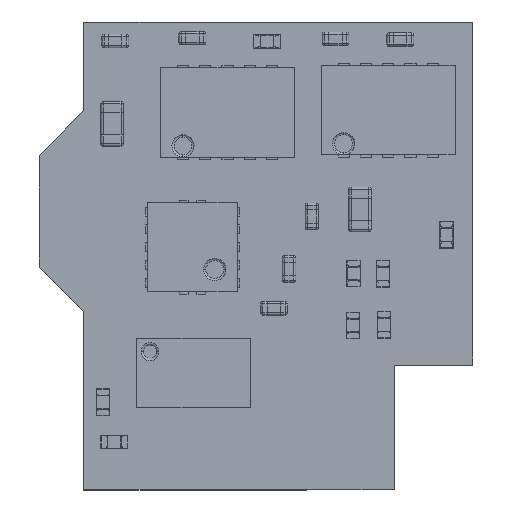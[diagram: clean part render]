
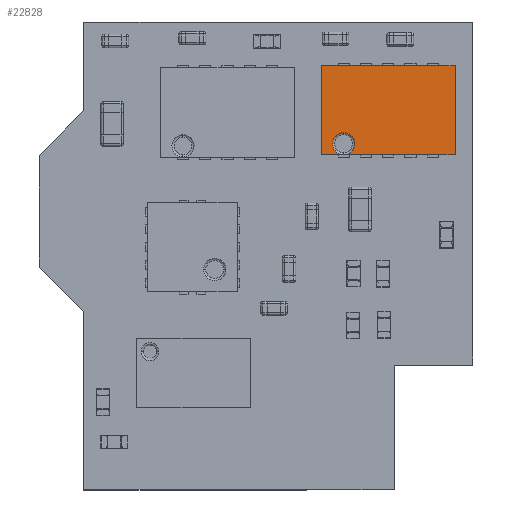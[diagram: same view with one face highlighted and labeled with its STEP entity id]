
A CAD part, top view. The second image highlights one B-rep face of the part: STEP entity #22828.
In plain terms, the highlighted face is planar.
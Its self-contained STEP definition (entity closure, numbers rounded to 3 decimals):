
#22381 = TOROIDAL_SURFACE('',#22382,0.2,0.05);
#22382 = AXIS2_PLACEMENT_3D('',#22383,#22384,#22385);
#22383 = CARTESIAN_POINT('',(-1.,0.8,0.75));
#22384 = DIRECTION('',(0.,1.,0.));
#22385 = DIRECTION('',(0.,0.,1.));
#22408 = TOROIDAL_SURFACE('',#22409,0.2,0.05);
#22409 = AXIS2_PLACEMENT_3D('',#22410,#22411,#22412);
#22410 = CARTESIAN_POINT('',(-1.,0.8,0.75));
#22411 = DIRECTION('',(0.,1.,0.));
#22412 = DIRECTION('',(0.,0.,1.));
#22424 = VERTEX_POINT('',#22425);
#22425 = CARTESIAN_POINT('',(-1.,0.8,1.));
#22447 = EDGE_CURVE('',#22448,#22424,#22450,.T.);
#22448 = VERTEX_POINT('',#22449);
#22449 = CARTESIAN_POINT('',(-1.,0.8,0.5));
#22450 = SURFACE_CURVE('',#22451,(#22456,#22463),.PCURVE_S1.);
#22451 = CIRCLE('',#22452,0.25);
#22452 = AXIS2_PLACEMENT_3D('',#22453,#22454,#22455);
#22453 = CARTESIAN_POINT('',(-1.,0.8,0.75));
#22454 = DIRECTION('',(0.,1.,0.));
#22455 = DIRECTION('',(0.,0.,1.));
#22456 = PCURVE('',#22408,#22457);
#22457 = DEFINITIONAL_REPRESENTATION('',(#22458),#22462);
#22458 = LINE('',#22459,#22460);
#22459 = CARTESIAN_POINT('',(0.,6.283));
#22460 = VECTOR('',#22461,1.);
#22461 = DIRECTION('',(1.,0.));
#22462 = ( GEOMETRIC_REPRESENTATION_CONTEXT(2) 
PARAMETRIC_REPRESENTATION_CONTEXT() REPRESENTATION_CONTEXT('2D SPACE',''
  ) );
#22463 = PCURVE('',#22464,#22469);
#22464 = PLANE('',#22465);
#22465 = AXIS2_PLACEMENT_3D('',#22466,#22467,#22468);
#22466 = CARTESIAN_POINT('',(0.,0.8,0.));
#22467 = DIRECTION('',(0.,1.,0.));
#22468 = DIRECTION('',(0.,0.,1.));
#22469 = DEFINITIONAL_REPRESENTATION('',(#22470),#22474);
#22470 = CIRCLE('',#22471,0.25);
#22471 = AXIS2_PLACEMENT_2D('',#22472,#22473);
#22472 = CARTESIAN_POINT('',(0.75,-1.));
#22473 = DIRECTION('',(1.,0.));
#22474 = ( GEOMETRIC_REPRESENTATION_CONTEXT(2) 
PARAMETRIC_REPRESENTATION_CONTEXT() REPRESENTATION_CONTEXT('2D SPACE',''
  ) );
#22503 = VERTEX_POINT('',#22504);
#22504 = CARTESIAN_POINT('',(-1.5,0.8,-1.));
#22513 = PLANE('',#22514);
#22514 = AXIS2_PLACEMENT_3D('',#22515,#22516,#22517);
#22515 = CARTESIAN_POINT('',(-1.5,0.8,1.));
#22516 = DIRECTION('',(1.,0.,0.));
#22517 = DIRECTION('',(0.,0.,-1.));
#22525 = PLANE('',#22526);
#22526 = AXIS2_PLACEMENT_3D('',#22527,#22528,#22529);
#22527 = CARTESIAN_POINT('',(1.5,0.8,-1.));
#22528 = DIRECTION('',(0.,0.,1.));
#22529 = DIRECTION('',(1.,0.,0.));
#22537 = EDGE_CURVE('',#22503,#22538,#22540,.T.);
#22538 = VERTEX_POINT('',#22539);
#22539 = CARTESIAN_POINT('',(-1.5,0.8,1.));
#22540 = SURFACE_CURVE('',#22541,(#22545,#22552),.PCURVE_S1.);
#22541 = LINE('',#22542,#22543);
#22542 = CARTESIAN_POINT('',(-1.5,0.8,1.));
#22543 = VECTOR('',#22544,1.);
#22544 = DIRECTION('',(0.,0.,1.));
#22545 = PCURVE('',#22513,#22546);
#22546 = DEFINITIONAL_REPRESENTATION('',(#22547),#22551);
#22547 = LINE('',#22548,#22549);
#22548 = CARTESIAN_POINT('',(0.,0.));
#22549 = VECTOR('',#22550,1.);
#22550 = DIRECTION('',(-1.,0.));
#22551 = ( GEOMETRIC_REPRESENTATION_CONTEXT(2) 
PARAMETRIC_REPRESENTATION_CONTEXT() REPRESENTATION_CONTEXT('2D SPACE',''
  ) );
#22552 = PCURVE('',#22464,#22553);
#22553 = DEFINITIONAL_REPRESENTATION('',(#22554),#22558);
#22554 = LINE('',#22555,#22556);
#22555 = CARTESIAN_POINT('',(1.,-1.5));
#22556 = VECTOR('',#22557,1.);
#22557 = DIRECTION('',(1.,0.));
#22558 = ( GEOMETRIC_REPRESENTATION_CONTEXT(2) 
PARAMETRIC_REPRESENTATION_CONTEXT() REPRESENTATION_CONTEXT('2D SPACE',''
  ) );
#22576 = PLANE('',#22577);
#22577 = AXIS2_PLACEMENT_3D('',#22578,#22579,#22580);
#22578 = CARTESIAN_POINT('',(1.5,0.8,1.));
#22579 = DIRECTION('',(0.,0.,-1.));
#22580 = DIRECTION('',(-1.,0.,0.));
#22618 = EDGE_CURVE('',#22538,#22424,#22619,.T.);
#22619 = SURFACE_CURVE('',#22620,(#22624,#22631),.PCURVE_S1.);
#22620 = LINE('',#22621,#22622);
#22621 = CARTESIAN_POINT('',(1.5,0.8,1.));
#22622 = VECTOR('',#22623,1.);
#22623 = DIRECTION('',(1.,0.,0.));
#22624 = PCURVE('',#22576,#22625);
#22625 = DEFINITIONAL_REPRESENTATION('',(#22626),#22630);
#22626 = LINE('',#22627,#22628);
#22627 = CARTESIAN_POINT('',(0.,0.));
#22628 = VECTOR('',#22629,1.);
#22629 = DIRECTION('',(-1.,0.));
#22630 = ( GEOMETRIC_REPRESENTATION_CONTEXT(2) 
PARAMETRIC_REPRESENTATION_CONTEXT() REPRESENTATION_CONTEXT('2D SPACE',''
  ) );
#22631 = PCURVE('',#22464,#22632);
#22632 = DEFINITIONAL_REPRESENTATION('',(#22633),#22637);
#22633 = LINE('',#22634,#22635);
#22634 = CARTESIAN_POINT('',(1.,1.5));
#22635 = VECTOR('',#22636,1.);
#22636 = DIRECTION('',(0.,1.));
#22637 = ( GEOMETRIC_REPRESENTATION_CONTEXT(2) 
PARAMETRIC_REPRESENTATION_CONTEXT() REPRESENTATION_CONTEXT('2D SPACE',''
  ) );
#22639 = EDGE_CURVE('',#22424,#22640,#22642,.T.);
#22640 = VERTEX_POINT('',#22641);
#22641 = CARTESIAN_POINT('',(1.5,0.8,1.));
#22642 = SURFACE_CURVE('',#22643,(#22647,#22654),.PCURVE_S1.);
#22643 = LINE('',#22644,#22645);
#22644 = CARTESIAN_POINT('',(1.5,0.8,1.));
#22645 = VECTOR('',#22646,1.);
#22646 = DIRECTION('',(1.,0.,0.));
#22647 = PCURVE('',#22576,#22648);
#22648 = DEFINITIONAL_REPRESENTATION('',(#22649),#22653);
#22649 = LINE('',#22650,#22651);
#22650 = CARTESIAN_POINT('',(0.,0.));
#22651 = VECTOR('',#22652,1.);
#22652 = DIRECTION('',(-1.,0.));
#22653 = ( GEOMETRIC_REPRESENTATION_CONTEXT(2) 
PARAMETRIC_REPRESENTATION_CONTEXT() REPRESENTATION_CONTEXT('2D SPACE',''
  ) );
#22654 = PCURVE('',#22464,#22655);
#22655 = DEFINITIONAL_REPRESENTATION('',(#22656),#22660);
#22656 = LINE('',#22657,#22658);
#22657 = CARTESIAN_POINT('',(1.,1.5));
#22658 = VECTOR('',#22659,1.);
#22659 = DIRECTION('',(0.,1.));
#22660 = ( GEOMETRIC_REPRESENTATION_CONTEXT(2) 
PARAMETRIC_REPRESENTATION_CONTEXT() REPRESENTATION_CONTEXT('2D SPACE',''
  ) );
#22678 = PLANE('',#22679);
#22679 = AXIS2_PLACEMENT_3D('',#22680,#22681,#22682);
#22680 = CARTESIAN_POINT('',(1.5,0.8,1.));
#22681 = DIRECTION('',(-1.,0.,0.));
#22682 = DIRECTION('',(0.,0.,1.));
#22715 = EDGE_CURVE('',#22640,#22716,#22718,.T.);
#22716 = VERTEX_POINT('',#22717);
#22717 = CARTESIAN_POINT('',(1.5,0.8,-1.));
#22718 = SURFACE_CURVE('',#22719,(#22723,#22730),.PCURVE_S1.);
#22719 = LINE('',#22720,#22721);
#22720 = CARTESIAN_POINT('',(1.5,0.8,1.));
#22721 = VECTOR('',#22722,1.);
#22722 = DIRECTION('',(0.,0.,-1.));
#22723 = PCURVE('',#22678,#22724);
#22724 = DEFINITIONAL_REPRESENTATION('',(#22725),#22729);
#22725 = LINE('',#22726,#22727);
#22726 = CARTESIAN_POINT('',(0.,0.));
#22727 = VECTOR('',#22728,1.);
#22728 = DIRECTION('',(-1.,0.));
#22729 = ( GEOMETRIC_REPRESENTATION_CONTEXT(2) 
PARAMETRIC_REPRESENTATION_CONTEXT() REPRESENTATION_CONTEXT('2D SPACE',''
  ) );
#22730 = PCURVE('',#22464,#22731);
#22731 = DEFINITIONAL_REPRESENTATION('',(#22732),#22736);
#22732 = LINE('',#22733,#22734);
#22733 = CARTESIAN_POINT('',(1.,1.5));
#22734 = VECTOR('',#22735,1.);
#22735 = DIRECTION('',(-1.,0.));
#22736 = ( GEOMETRIC_REPRESENTATION_CONTEXT(2) 
PARAMETRIC_REPRESENTATION_CONTEXT() REPRESENTATION_CONTEXT('2D SPACE',''
  ) );
#22807 = EDGE_CURVE('',#22716,#22503,#22808,.T.);
#22808 = SURFACE_CURVE('',#22809,(#22813,#22820),.PCURVE_S1.);
#22809 = LINE('',#22810,#22811);
#22810 = CARTESIAN_POINT('',(1.5,0.8,-1.));
#22811 = VECTOR('',#22812,1.);
#22812 = DIRECTION('',(-1.,0.,0.));
#22813 = PCURVE('',#22525,#22814);
#22814 = DEFINITIONAL_REPRESENTATION('',(#22815),#22819);
#22815 = LINE('',#22816,#22817);
#22816 = CARTESIAN_POINT('',(0.,0.));
#22817 = VECTOR('',#22818,1.);
#22818 = DIRECTION('',(-1.,0.));
#22819 = ( GEOMETRIC_REPRESENTATION_CONTEXT(2) 
PARAMETRIC_REPRESENTATION_CONTEXT() REPRESENTATION_CONTEXT('2D SPACE',''
  ) );
#22820 = PCURVE('',#22464,#22821);
#22821 = DEFINITIONAL_REPRESENTATION('',(#22822),#22826);
#22822 = LINE('',#22823,#22824);
#22823 = CARTESIAN_POINT('',(-1.,1.5));
#22824 = VECTOR('',#22825,1.);
#22825 = DIRECTION('',(0.,-1.));
#22826 = ( GEOMETRIC_REPRESENTATION_CONTEXT(2) 
PARAMETRIC_REPRESENTATION_CONTEXT() REPRESENTATION_CONTEXT('2D SPACE',''
  ) );
#22828 = ADVANCED_FACE('',(#22829,#22854),#22464,.T.);
#22829 = FACE_BOUND('',#22830,.T.);
#22830 = EDGE_LOOP('',(#22831,#22853));
#22831 = ORIENTED_EDGE('',*,*,#22832,.F.);
#22832 = EDGE_CURVE('',#22424,#22448,#22833,.T.);
#22833 = SURFACE_CURVE('',#22834,(#22839,#22846),.PCURVE_S1.);
#22834 = CIRCLE('',#22835,0.25);
#22835 = AXIS2_PLACEMENT_3D('',#22836,#22837,#22838);
#22836 = CARTESIAN_POINT('',(-1.,0.8,0.75));
#22837 = DIRECTION('',(0.,1.,0.));
#22838 = DIRECTION('',(0.,0.,1.));
#22839 = PCURVE('',#22464,#22840);
#22840 = DEFINITIONAL_REPRESENTATION('',(#22841),#22845);
#22841 = CIRCLE('',#22842,0.25);
#22842 = AXIS2_PLACEMENT_2D('',#22843,#22844);
#22843 = CARTESIAN_POINT('',(0.75,-1.));
#22844 = DIRECTION('',(1.,0.));
#22845 = ( GEOMETRIC_REPRESENTATION_CONTEXT(2) 
PARAMETRIC_REPRESENTATION_CONTEXT() REPRESENTATION_CONTEXT('2D SPACE',''
  ) );
#22846 = PCURVE('',#22381,#22847);
#22847 = DEFINITIONAL_REPRESENTATION('',(#22848),#22852);
#22848 = LINE('',#22849,#22850);
#22849 = CARTESIAN_POINT('',(0.,6.283));
#22850 = VECTOR('',#22851,1.);
#22851 = DIRECTION('',(1.,0.));
#22852 = ( GEOMETRIC_REPRESENTATION_CONTEXT(2) 
PARAMETRIC_REPRESENTATION_CONTEXT() REPRESENTATION_CONTEXT('2D SPACE',''
  ) );
#22853 = ORIENTED_EDGE('',*,*,#22447,.F.);
#22854 = FACE_BOUND('',#22855,.T.);
#22855 = EDGE_LOOP('',(#22856,#22857,#22858,#22859,#22860));
#22856 = ORIENTED_EDGE('',*,*,#22537,.T.);
#22857 = ORIENTED_EDGE('',*,*,#22618,.T.);
#22858 = ORIENTED_EDGE('',*,*,#22639,.T.);
#22859 = ORIENTED_EDGE('',*,*,#22715,.T.);
#22860 = ORIENTED_EDGE('',*,*,#22807,.T.);
